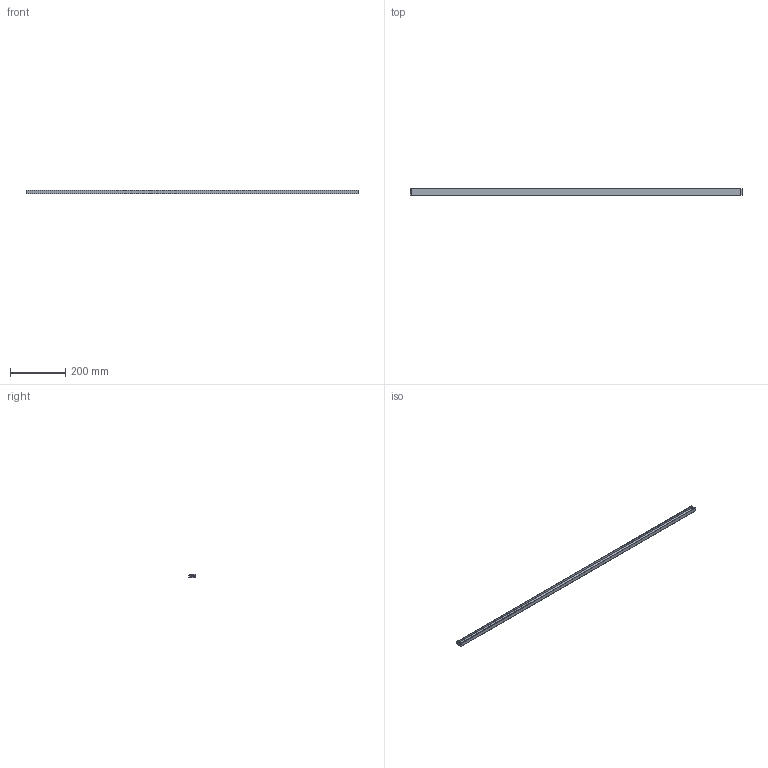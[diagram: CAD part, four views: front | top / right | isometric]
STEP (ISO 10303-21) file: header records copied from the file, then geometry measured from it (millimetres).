
FILE_DESCRIPTION(/* description */ (''),/* implementation_level */ '2;1');
FILE_NAME(/* name */ '5f1d47f36106991662cf2fae',/* time_stamp */ '2020-07-26T09:08:04+00:00',/* author */ (''),/* organization */ (''),/* preprocessor_version */ 'ST-DEVELOPER v16.7',/* originating_system */ $,/* authorisation */ $);
FILE_SCHEMA (('AUTOMOTIVE_DESIGN {1 0 10303 214 3 1 1}'));
Length unit declared in the file: metre
Products named in the file (1): crossbeam-front
Bounding box: 1200 x 25 x 14 mm (x, y, z)
Volume: 79774.7 mm3; surface area: 108776.9 mm2
Topology: 1 solids, 1 shells, 24 faces, 68 edges, 46 vertices
Faces by surface type: plane 18, cylinder 6
Full cylindrical faces by diameter (mm): 3.3 x2, 5.5 x2
Entity records: 788 total; most frequent: CARTESIAN_POINT 131, ORIENTED_EDGE 124, DIRECTION 124, EDGE_CURVE 62, LINE 50, VECTOR 50, VERTEX_POINT 44, AXIS2_PLACEMENT_3D 37
